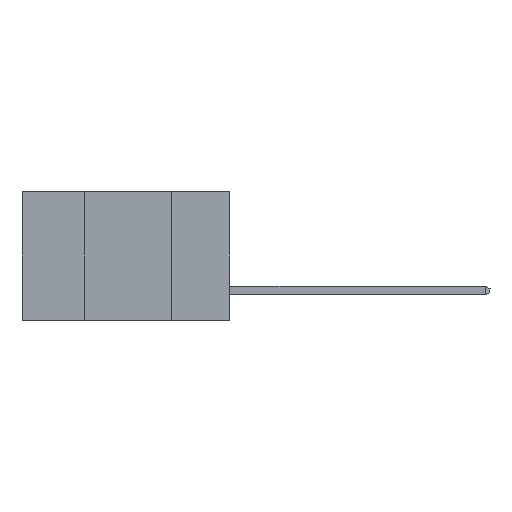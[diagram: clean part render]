
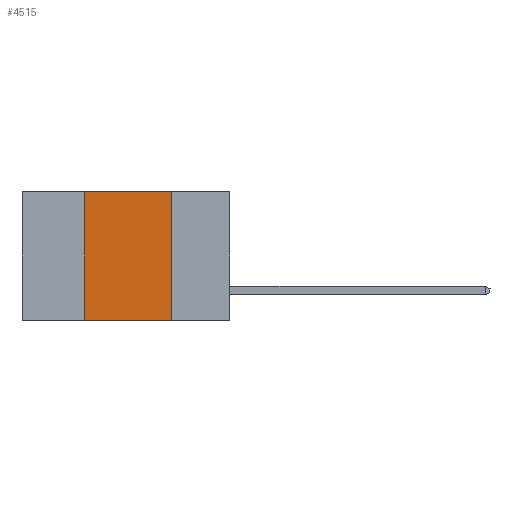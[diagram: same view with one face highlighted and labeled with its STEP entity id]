
A CAD part, left-side view. The second image highlights one B-rep face of the part: STEP entity #4515.
In plain terms, the highlighted planar face has unit normal (-1, 0, 0).
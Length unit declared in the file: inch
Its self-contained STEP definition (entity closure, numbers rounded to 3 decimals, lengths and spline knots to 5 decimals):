
#82 = AXIS2_PLACEMENT_3D ( 'NONE', #12247, #12573, #14091 ) ;
#283 = ORIENTED_EDGE ( 'NONE', *, *, #3615, .T. ) ;
#564 = EDGE_LOOP ( 'NONE', ( #14030, #4972, #1450, #283 ) ) ;
#697 = CARTESIAN_POINT ( 'NONE',  ( 0., 0.6, -0.37 ) ) ;
#1041 = VERTEX_POINT ( 'NONE', #5348 ) ;
#1152 = CARTESIAN_POINT ( 'NONE',  ( 0., 0.42, -0.37 ) ) ;
#1450 = ORIENTED_EDGE ( 'NONE', *, *, #14808, .F. ) ;
#1944 = FACE_OUTER_BOUND ( 'NONE', #564, .T. ) ;
#2195 = VECTOR ( 'NONE', #6359, 39.37008 ) ;
#2817 = EDGE_CURVE ( 'NONE', #4987, #4918, #3888, .T. ) ;
#3615 = EDGE_CURVE ( 'NONE', #1041, #3965, #12498, .T. ) ;
#3888 = LINE ( 'NONE', #11409, #2195 ) ;
#3965 = VERTEX_POINT ( 'NONE', #10952 ) ;
#4369 = LINE ( 'NONE', #13565, #13664 ) ;
#4515 = ADVANCED_FACE ( 'NONE', ( #1944 ), #7114, .F. ) ;
#4918 = VERTEX_POINT ( 'NONE', #10972 ) ;
#4972 = ORIENTED_EDGE ( 'NONE', *, *, #2817, .F. ) ;
#4987 = VERTEX_POINT ( 'NONE', #13738 ) ;
#5348 = CARTESIAN_POINT ( 'NONE',  ( 0., 0.42, -0.37 ) ) ;
#6359 = DIRECTION ( 'NONE',  ( 0., -1., 0. ) ) ;
#7114 = PLANE ( 'NONE',  #82 ) ;
#8356 = DIRECTION ( 'NONE',  ( 0., 0., -1. ) ) ;
#8477 = DIRECTION ( 'NONE',  ( 0., -1., 0. ) ) ;
#8567 = VECTOR ( 'NONE', #10276, 39.37008 ) ;
#10276 = DIRECTION ( 'NONE',  ( 0., 0., 1. ) ) ;
#10952 = CARTESIAN_POINT ( 'NONE',  ( 0., 0.17, -0.37 ) ) ;
#10972 = CARTESIAN_POINT ( 'NONE',  ( 0., 0.17, 0. ) ) ;
#11409 = CARTESIAN_POINT ( 'NONE',  ( 0., 0.6, 0. ) ) ;
#11655 = VECTOR ( 'NONE', #8477, 39.37008 ) ;
#12247 = CARTESIAN_POINT ( 'NONE',  ( 0., 0.6, 0. ) ) ;
#12498 = LINE ( 'NONE', #697, #11655 ) ;
#12573 = DIRECTION ( 'NONE',  ( 1., 0., 0. ) ) ;
#12704 = LINE ( 'NONE', #1152, #8567 ) ;
#13353 = EDGE_CURVE ( 'NONE', #4918, #3965, #4369, .T. ) ;
#13565 = CARTESIAN_POINT ( 'NONE',  ( 0., 0.17, -0.37 ) ) ;
#13664 = VECTOR ( 'NONE', #8356, 39.37008 ) ;
#13738 = CARTESIAN_POINT ( 'NONE',  ( 0., 0.42, 0. ) ) ;
#14030 = ORIENTED_EDGE ( 'NONE', *, *, #13353, .F. ) ;
#14091 = DIRECTION ( 'NONE',  ( 0., 0., -1. ) ) ;
#14808 = EDGE_CURVE ( 'NONE', #1041, #4987, #12704, .T. ) ;
